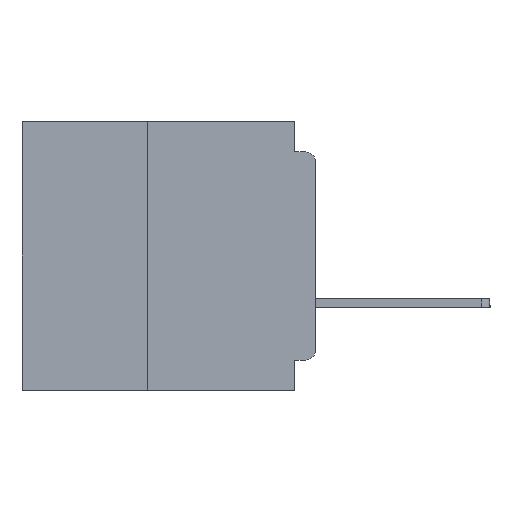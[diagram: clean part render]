
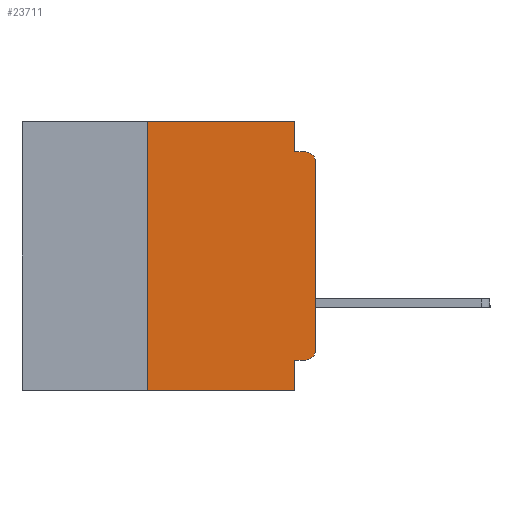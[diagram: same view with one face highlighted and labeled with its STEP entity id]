
A CAD part, left-side view. The second image highlights one B-rep face of the part: STEP entity #23711.
In plain terms, the highlighted planar face has unit normal (-1, 0, 0).
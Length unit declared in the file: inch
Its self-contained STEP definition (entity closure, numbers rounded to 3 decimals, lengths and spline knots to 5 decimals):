
#507 = ORIENTED_EDGE ( 'NONE', *, *, #58932, .F. ) ;
#711 = ORIENTED_EDGE ( 'NONE', *, *, #5825, .F. ) ;
#889 = VERTEX_POINT ( 'NONE', #4926 ) ;
#1345 = PLANE ( 'NONE',  #32821 ) ;
#1423 = VERTEX_POINT ( 'NONE', #53197 ) ;
#3123 = VERTEX_POINT ( 'NONE', #56034 ) ;
#3792 = DIRECTION ( 'NONE',  ( -1., 0., 0. ) ) ;
#4926 = CARTESIAN_POINT ( 'NONE',  ( 0., 0.015, -0.355 ) ) ;
#5754 = CARTESIAN_POINT ( 'NONE',  ( 0., 0., -0.355 ) ) ;
#5825 = EDGE_CURVE ( 'NONE', #42160, #48067, #37819, .T. ) ;
#6805 = ORIENTED_EDGE ( 'NONE', *, *, #22994, .F. ) ;
#7415 = CARTESIAN_POINT ( 'NONE',  ( 0., 0., -0.045 ) ) ;
#9767 = EDGE_LOOP ( 'NONE', ( #53096, #53199, #711, #61053, #6805, #34298, #33896, #23878, #507, #30722 ) ) ;
#10944 = CARTESIAN_POINT ( 'NONE',  ( 0., 0.437, 0. ) ) ;
#11166 = DIRECTION ( 'NONE',  ( 0., -1., 0. ) ) ;
#12006 = DIRECTION ( 'NONE',  ( 0., 0., -1. ) ) ;
#12724 = EDGE_CURVE ( 'NONE', #38368, #17155, #56918, .T. ) ;
#13195 = LINE ( 'NONE', #54823, #67480 ) ;
#14260 = EDGE_CURVE ( 'NONE', #3123, #17155, #13195, .T. ) ;
#14731 = VERTEX_POINT ( 'NONE', #32830 ) ;
#14977 = VECTOR ( 'NONE', #44875, 39.37008 ) ;
#16065 = CIRCLE ( 'NONE', #26236, 0.015 ) ;
#16443 = DIRECTION ( 'NONE',  ( 0., 1., 0. ) ) ;
#17155 = VERTEX_POINT ( 'NONE', #41538 ) ;
#17805 = DIRECTION ( 'NONE',  ( 0., 0., 1. ) ) ;
#19112 = VECTOR ( 'NONE', #58765, 39.37008 ) ;
#19533 = EDGE_CURVE ( 'NONE', #64474, #14731, #26055, .T. ) ;
#20092 = EDGE_CURVE ( 'NONE', #889, #64474, #16065, .T. ) ;
#21179 = VECTOR ( 'NONE', #11166, 39.37008 ) ;
#22836 = LINE ( 'NONE', #10944, #21179 ) ;
#22994 = EDGE_CURVE ( 'NONE', #1423, #64862, #22836, .T. ) ;
#23432 = DIRECTION ( 'NONE',  ( 0., 0., -1. ) ) ;
#23711 = ADVANCED_FACE ( 'NONE', ( #57199 ), #1345, .F. ) ;
#23878 = ORIENTED_EDGE ( 'NONE', *, *, #14260, .F. ) ;
#25163 = CARTESIAN_POINT ( 'NONE',  ( 0., 0.015, -0.34 ) ) ;
#25328 = CARTESIAN_POINT ( 'NONE',  ( 0., 0., 0. ) ) ;
#26055 = LINE ( 'NONE', #25328, #40094 ) ;
#26236 = AXIS2_PLACEMENT_3D ( 'NONE', #25163, #61900, #30493 ) ;
#26427 = CIRCLE ( 'NONE', #58237, 0.015 ) ;
#30493 = DIRECTION ( 'NONE',  ( 0., 0., -1. ) ) ;
#30722 = ORIENTED_EDGE ( 'NONE', *, *, #20092, .T. ) ;
#32821 = AXIS2_PLACEMENT_3D ( 'NONE', #64421, #43653, #12006 ) ;
#32830 = CARTESIAN_POINT ( 'NONE',  ( 0., 0., -0.06 ) ) ;
#32875 = VECTOR ( 'NONE', #65170, 39.37008 ) ;
#33292 = CARTESIAN_POINT ( 'NONE',  ( 0., 0.031, -0.045 ) ) ;
#33896 = ORIENTED_EDGE ( 'NONE', *, *, #12724, .T. ) ;
#34298 = ORIENTED_EDGE ( 'NONE', *, *, #65401, .F. ) ;
#35485 = CARTESIAN_POINT ( 'NONE',  ( 0., 0.015, -0.06 ) ) ;
#37819 = LINE ( 'NONE', #7415, #32875 ) ;
#38368 = VERTEX_POINT ( 'NONE', #48744 ) ;
#38783 = CARTESIAN_POINT ( 'NONE',  ( 0., 0.25, -0.4 ) ) ;
#38847 = CARTESIAN_POINT ( 'NONE',  ( 0., 0.031, 0. ) ) ;
#39600 = CARTESIAN_POINT ( 'NONE',  ( 0., 0.437, -0.4 ) ) ;
#40094 = VECTOR ( 'NONE', #56773, 39.37008 ) ;
#40763 = DIRECTION ( 'NONE',  ( 0., 0., -1. ) ) ;
#41538 = CARTESIAN_POINT ( 'NONE',  ( 0., 0.031, -0.4 ) ) ;
#42160 = VERTEX_POINT ( 'NONE', #33292 ) ;
#43653 = DIRECTION ( 'NONE',  ( 1., 0., 0. ) ) ;
#44875 = DIRECTION ( 'NONE',  ( 0., -1., 0. ) ) ;
#47080 = LINE ( 'NONE', #53496, #19112 ) ;
#47592 = CARTESIAN_POINT ( 'NONE',  ( 0., 0.015, -0.045 ) ) ;
#48067 = VERTEX_POINT ( 'NONE', #47592 ) ;
#48084 = VECTOR ( 'NONE', #17805, 39.37008 ) ;
#48744 = CARTESIAN_POINT ( 'NONE',  ( 0., 0.25, -0.4 ) ) ;
#49865 = EDGE_CURVE ( 'NONE', #64862, #42160, #47080, .T. ) ;
#50986 = VECTOR ( 'NONE', #16443, 39.37008 ) ;
#51043 = EDGE_CURVE ( 'NONE', #14731, #48067, #26427, .T. ) ;
#53096 = ORIENTED_EDGE ( 'NONE', *, *, #19533, .T. ) ;
#53197 = CARTESIAN_POINT ( 'NONE',  ( 0., 0.25, 0. ) ) ;
#53199 = ORIENTED_EDGE ( 'NONE', *, *, #51043, .T. ) ;
#53496 = CARTESIAN_POINT ( 'NONE',  ( 0., 0.031, 0. ) ) ;
#54823 = CARTESIAN_POINT ( 'NONE',  ( 0., 0.031, -0.4 ) ) ;
#56034 = CARTESIAN_POINT ( 'NONE',  ( 0., 0.031, -0.355 ) ) ;
#56773 = DIRECTION ( 'NONE',  ( 0., 0., 1. ) ) ;
#56918 = LINE ( 'NONE', #39600, #14977 ) ;
#57199 = FACE_OUTER_BOUND ( 'NONE', #9767, .T. ) ;
#58237 = AXIS2_PLACEMENT_3D ( 'NONE', #35485, #3792, #40763 ) ;
#58765 = DIRECTION ( 'NONE',  ( 0., 0., -1. ) ) ;
#58932 = EDGE_CURVE ( 'NONE', #889, #3123, #64913, .T. ) ;
#61053 = ORIENTED_EDGE ( 'NONE', *, *, #49865, .F. ) ;
#61900 = DIRECTION ( 'NONE',  ( -1., 0., 0. ) ) ;
#62020 = LINE ( 'NONE', #38783, #48084 ) ;
#64421 = CARTESIAN_POINT ( 'NONE',  ( 0., 0.437, 0. ) ) ;
#64474 = VERTEX_POINT ( 'NONE', #66233 ) ;
#64862 = VERTEX_POINT ( 'NONE', #38847 ) ;
#64913 = LINE ( 'NONE', #5754, #50986 ) ;
#65170 = DIRECTION ( 'NONE',  ( 0., -1., 0. ) ) ;
#65401 = EDGE_CURVE ( 'NONE', #38368, #1423, #62020, .T. ) ;
#66233 = CARTESIAN_POINT ( 'NONE',  ( 0., 0., -0.34 ) ) ;
#67480 = VECTOR ( 'NONE', #23432, 39.37008 ) ;
